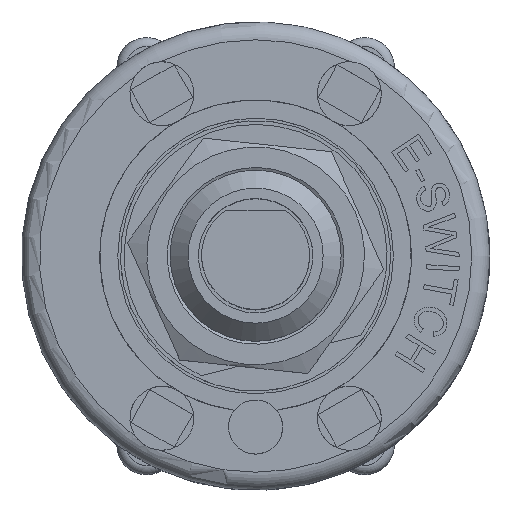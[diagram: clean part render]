
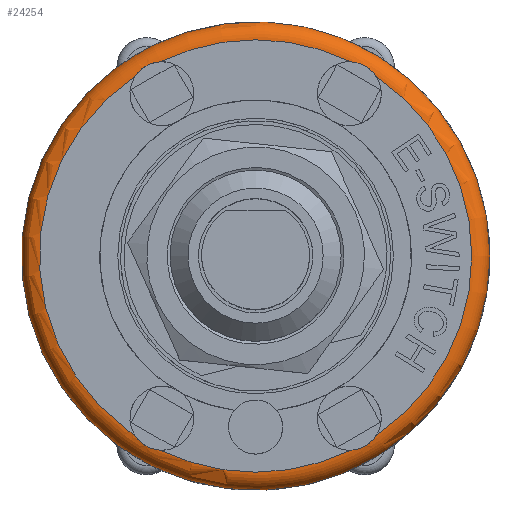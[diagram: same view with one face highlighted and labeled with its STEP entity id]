
A CAD part, top view. The second image highlights one B-rep face of the part: STEP entity #24254.
In plain terms, the highlighted toroidal (fillet/blend) face has major radius 12 mm and minor radius 1 mm.
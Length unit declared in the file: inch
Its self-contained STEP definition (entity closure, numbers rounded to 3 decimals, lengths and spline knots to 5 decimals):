
#23604=CARTESIAN_POINT('',(0.51181,0.0,0.37402));
#23605=VERTEX_POINT('',#23604);
#23606=CARTESIAN_POINT('',(0.0,0.0,0.37402));
#23607=DIRECTION('',(0.0,0.0,1.0));
#23608=DIRECTION('',(-1.0,0.0,0.0));
#23609=AXIS2_PLACEMENT_3D('',#23606,#23607,#23608);
#23610=CIRCLE('',#23609,0.51181);
#23611=EDGE_CURVE('',#23605,#23605,#23610,.T.);
#23854=CARTESIAN_POINT('',(-0.26379,0.39194,0.41339));
#23855=VERTEX_POINT('',#23854);
#23864=CARTESIAN_POINT('',(-0.20753,0.42442,0.41339));
#23865=VERTEX_POINT('',#23864);
#23873=CARTESIAN_POINT('',(-0.26379,0.39194,0.41339));
#23874=CARTESIAN_POINT('',(-0.26063,0.39693,0.41339));
#23875=CARTESIAN_POINT('',(-0.25684,0.40153,0.41318));
#23876=CARTESIAN_POINT('',(-0.25019,0.40776,0.41294));
#23877=CARTESIAN_POINT('',(-0.24774,0.40975,0.41287));
#23878=CARTESIAN_POINT('',(-0.24411,0.41233,0.41281));
#23879=CARTESIAN_POINT('',(-0.24303,0.41306,0.41279));
#23880=CARTESIAN_POINT('',(-0.24115,0.41424,0.41278));
#23881=CARTESIAN_POINT('',(-0.24035,0.41472,0.41278));
#23882=CARTESIAN_POINT('',(-0.23874,0.41565,0.41278));
#23883=CARTESIAN_POINT('',(-0.23791,0.4161,0.41278));
#23884=CARTESIAN_POINT('',(-0.23586,0.41717,0.4128));
#23885=CARTESIAN_POINT('',(-0.23462,0.41777,0.41281));
#23886=CARTESIAN_POINT('',(-0.23029,0.41972,0.41288));
#23887=CARTESIAN_POINT('',(-0.22713,0.42087,0.41296));
#23888=CARTESIAN_POINT('',(-0.2184,0.42336,0.41321));
#23889=CARTESIAN_POINT('',(-0.2129,0.4242,0.41339));
#23890=CARTESIAN_POINT('',(-0.20753,0.42442,0.41339));
#23891=B_SPLINE_CURVE_WITH_KNOTS('',3,(#23873,#23874,#23875,#23876,#23877,#23878,#23879,#23880,#23881,#23882,#23883,#23884,#23885,#23886,#23887,#23888,#23889,#23890),.UNSPECIFIED.,.F.,.U.,(4,2,2,2,2,2,2,2,4),(-0.30321,-0.28459,-0.27477,-0.27072,-0.26786,-0.26495,-0.2607,-0.25033,-0.23279),.UNSPECIFIED.);
#23892=EDGE_CURVE('',#23855,#23865,#23891,.T.);
#23928=CARTESIAN_POINT('',(-0.26379,-0.39194,0.41339));
#23929=VERTEX_POINT('',#23928);
#23939=CARTESIAN_POINT('',(-0.20753,-0.42442,0.41339));
#23940=VERTEX_POINT('',#23939);
#23941=CARTESIAN_POINT('',(-0.20753,-0.42442,0.41339));
#23942=CARTESIAN_POINT('',(-0.21344,-0.42418,0.41339));
#23943=CARTESIAN_POINT('',(-0.21932,-0.42319,0.41318));
#23944=CARTESIAN_POINT('',(-0.22803,-0.42055,0.41294));
#23945=CARTESIAN_POINT('',(-0.23098,-0.41943,0.41287));
#23946=CARTESIAN_POINT('',(-0.23503,-0.41757,0.41281));
#23947=CARTESIAN_POINT('',(-0.2362,-0.417,0.41279));
#23948=CARTESIAN_POINT('',(-0.23817,-0.41596,0.41278));
#23949=CARTESIAN_POINT('',(-0.23898,-0.41551,0.41278));
#23950=CARTESIAN_POINT('',(-0.24059,-0.41458,0.41278));
#23951=CARTESIAN_POINT('',(-0.2414,-0.41409,0.41278));
#23952=CARTESIAN_POINT('',(-0.24335,-0.41285,0.4128));
#23953=CARTESIAN_POINT('',(-0.24449,-0.41207,0.41281));
#23954=CARTESIAN_POINT('',(-0.24834,-0.4093,0.41288));
#23955=CARTESIAN_POINT('',(-0.25092,-0.40713,0.41296));
#23956=CARTESIAN_POINT('',(-0.25744,-0.40082,0.41321));
#23957=CARTESIAN_POINT('',(-0.26092,-0.39648,0.41339));
#23958=CARTESIAN_POINT('',(-0.26379,-0.39194,0.41339));
#23959=B_SPLINE_CURVE_WITH_KNOTS('',3,(#23941,#23942,#23943,#23944,#23945,#23946,#23947,#23948,#23949,#23950,#23951,#23952,#23953,#23954,#23955,#23956,#23957,#23958),.UNSPECIFIED.,.F.,.U.,(4,2,2,2,2,2,2,2,4),(-0.30321,-0.28459,-0.27477,-0.27072,-0.26786,-0.26495,-0.2607,-0.25033,-0.23279),.UNSPECIFIED.);
#23960=EDGE_CURVE('',#23940,#23929,#23959,.T.);
#24028=CARTESIAN_POINT('',(0.20753,-0.42442,0.41339));
#24029=VERTEX_POINT('',#24028);
#24039=CARTESIAN_POINT('',(0.26379,-0.39194,0.41339));
#24040=VERTEX_POINT('',#24039);
#24041=CARTESIAN_POINT('',(0.26379,-0.39194,0.41339));
#24042=CARTESIAN_POINT('',(0.26063,-0.39693,0.41339));
#24043=CARTESIAN_POINT('',(0.25684,-0.40153,0.41318));
#24044=CARTESIAN_POINT('',(0.25019,-0.40776,0.41294));
#24045=CARTESIAN_POINT('',(0.24774,-0.40975,0.41287));
#24046=CARTESIAN_POINT('',(0.24411,-0.41233,0.41281));
#24047=CARTESIAN_POINT('',(0.24303,-0.41306,0.41279));
#24048=CARTESIAN_POINT('',(0.24115,-0.41424,0.41278));
#24049=CARTESIAN_POINT('',(0.24035,-0.41472,0.41278));
#24050=CARTESIAN_POINT('',(0.23874,-0.41565,0.41278));
#24051=CARTESIAN_POINT('',(0.23791,-0.4161,0.41278));
#24052=CARTESIAN_POINT('',(0.23586,-0.41717,0.4128));
#24053=CARTESIAN_POINT('',(0.23462,-0.41777,0.41281));
#24054=CARTESIAN_POINT('',(0.23029,-0.41972,0.41288));
#24055=CARTESIAN_POINT('',(0.22713,-0.42087,0.41296));
#24056=CARTESIAN_POINT('',(0.2184,-0.42336,0.41321));
#24057=CARTESIAN_POINT('',(0.2129,-0.4242,0.41339));
#24058=CARTESIAN_POINT('',(0.20753,-0.42442,0.41339));
#24059=B_SPLINE_CURVE_WITH_KNOTS('',3,(#24041,#24042,#24043,#24044,#24045,#24046,#24047,#24048,#24049,#24050,#24051,#24052,#24053,#24054,#24055,#24056,#24057,#24058),.UNSPECIFIED.,.F.,.U.,(4,2,2,2,2,2,2,2,4),(-0.30321,-0.28459,-0.27477,-0.27072,-0.26786,-0.26495,-0.2607,-0.25033,-0.23279),.UNSPECIFIED.);
#24060=EDGE_CURVE('',#24040,#24029,#24059,.T.);
#24154=CARTESIAN_POINT('',(0.20753,0.42442,0.41339));
#24155=VERTEX_POINT('',#24154);
#24164=CARTESIAN_POINT('',(0.26379,0.39194,0.41339));
#24165=VERTEX_POINT('',#24164);
#24173=CARTESIAN_POINT('',(0.20753,0.42442,0.41339));
#24174=CARTESIAN_POINT('',(0.21344,0.42418,0.41339));
#24175=CARTESIAN_POINT('',(0.21932,0.42319,0.41318));
#24176=CARTESIAN_POINT('',(0.22803,0.42055,0.41294));
#24177=CARTESIAN_POINT('',(0.23098,0.41943,0.41287));
#24178=CARTESIAN_POINT('',(0.23503,0.41757,0.41281));
#24179=CARTESIAN_POINT('',(0.2362,0.417,0.41279));
#24180=CARTESIAN_POINT('',(0.23817,0.41596,0.41278));
#24181=CARTESIAN_POINT('',(0.23898,0.41551,0.41278));
#24182=CARTESIAN_POINT('',(0.24059,0.41458,0.41278));
#24183=CARTESIAN_POINT('',(0.2414,0.41409,0.41278));
#24184=CARTESIAN_POINT('',(0.24335,0.41285,0.4128));
#24185=CARTESIAN_POINT('',(0.24449,0.41207,0.41281));
#24186=CARTESIAN_POINT('',(0.24834,0.4093,0.41288));
#24187=CARTESIAN_POINT('',(0.25092,0.40713,0.41296));
#24188=CARTESIAN_POINT('',(0.25744,0.40082,0.41321));
#24189=CARTESIAN_POINT('',(0.26092,0.39648,0.41339));
#24190=CARTESIAN_POINT('',(0.26379,0.39194,0.41339));
#24191=B_SPLINE_CURVE_WITH_KNOTS('',3,(#24173,#24174,#24175,#24176,#24177,#24178,#24179,#24180,#24181,#24182,#24183,#24184,#24185,#24186,#24187,#24188,#24189,#24190),.UNSPECIFIED.,.F.,.U.,(4,2,2,2,2,2,2,2,4),(-0.30321,-0.28459,-0.27477,-0.27072,-0.26786,-0.26495,-0.2607,-0.25033,-0.23279),.UNSPECIFIED.);
#24192=EDGE_CURVE('',#24155,#24165,#24191,.T.);
#24212=CARTESIAN_POINT('',(0.0,0.0,0.37402));
#24213=DIRECTION('',(0.0,0.0,-1.0));
#24214=DIRECTION('',(-1.0,0.0,0.0));
#24215=AXIS2_PLACEMENT_3D('',#24212,#24213,#24214);
#24216=TOROIDAL_SURFACE('',#24215,0.47244,0.03937);
#24217=ORIENTED_EDGE('',*,*,#23611,.T.);
#24218=EDGE_LOOP('',(#24217));
#24219=FACE_OUTER_BOUND('',#24218,.T.);
#24220=CARTESIAN_POINT('',(0.0,0.0,0.41339));
#24221=DIRECTION('',(0.0,0.0,-1.0));
#24222=DIRECTION('',(-1.0,0.0,0.0));
#24223=AXIS2_PLACEMENT_3D('',#24220,#24221,#24222);
#24224=CIRCLE('',#24223,0.47244);
#24225=EDGE_CURVE('',#23929,#23855,#24224,.T.);
#24226=ORIENTED_EDGE('',*,*,#24225,.T.);
#24227=ORIENTED_EDGE('',*,*,#23892,.T.);
#24228=CARTESIAN_POINT('',(0.0,0.0,0.41339));
#24229=DIRECTION('',(0.0,0.0,-1.0));
#24230=DIRECTION('',(-1.0,0.0,0.0));
#24231=AXIS2_PLACEMENT_3D('',#24228,#24229,#24230);
#24232=CIRCLE('',#24231,0.47244);
#24233=EDGE_CURVE('',#23865,#24155,#24232,.T.);
#24234=ORIENTED_EDGE('',*,*,#24233,.T.);
#24235=ORIENTED_EDGE('',*,*,#24192,.T.);
#24236=CARTESIAN_POINT('',(0.0,0.0,0.41339));
#24237=DIRECTION('',(0.0,0.0,-1.0));
#24238=DIRECTION('',(-1.0,0.0,0.0));
#24239=AXIS2_PLACEMENT_3D('',#24236,#24237,#24238);
#24240=CIRCLE('',#24239,0.47244);
#24241=EDGE_CURVE('',#24165,#24040,#24240,.T.);
#24242=ORIENTED_EDGE('',*,*,#24241,.T.);
#24243=ORIENTED_EDGE('',*,*,#24060,.T.);
#24244=CARTESIAN_POINT('',(0.0,0.0,0.41339));
#24245=DIRECTION('',(0.0,0.0,-1.0));
#24246=DIRECTION('',(-1.0,0.0,0.0));
#24247=AXIS2_PLACEMENT_3D('',#24244,#24245,#24246);
#24248=CIRCLE('',#24247,0.47244);
#24249=EDGE_CURVE('',#24029,#23940,#24248,.T.);
#24250=ORIENTED_EDGE('',*,*,#24249,.T.);
#24251=ORIENTED_EDGE('',*,*,#23960,.T.);
#24252=EDGE_LOOP('',(#24226,#24227,#24234,#24235,#24242,#24243,#24250,#24251));
#24253=FACE_BOUND('',#24252,.T.);
#24254=ADVANCED_FACE('',(#24219,#24253),#24216,.T.);
